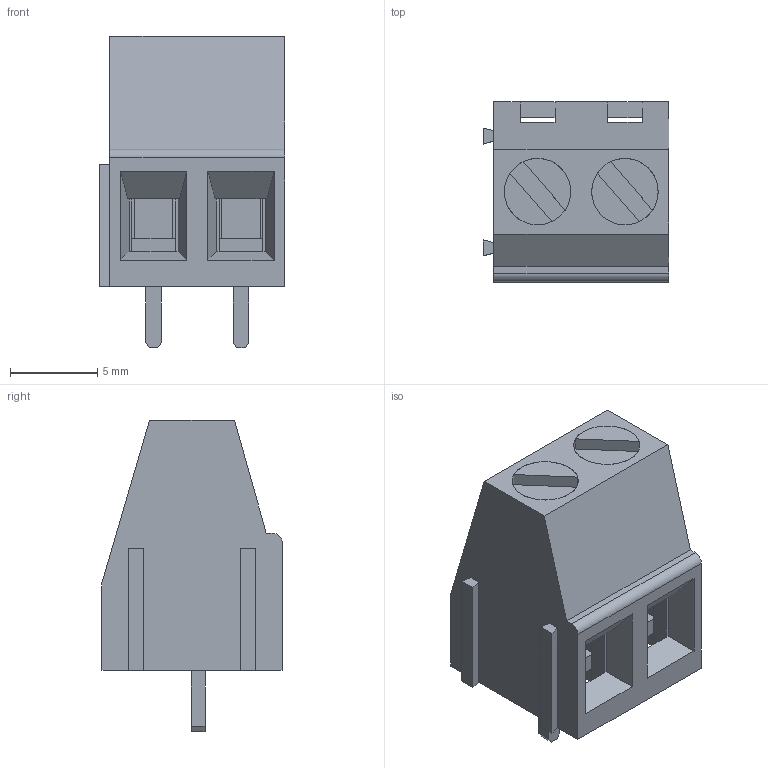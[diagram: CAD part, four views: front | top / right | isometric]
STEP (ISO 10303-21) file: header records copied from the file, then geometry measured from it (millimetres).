
FILE_DESCRIPTION(('STEP AP214'),'1');
FILE_NAME('691212710002.stp','2016-02-22T21:51:23',('TraceParts'),('TraceParts S.A.'),'Spatial InterOp 3D',' ',' ');
FILE_SCHEMA(('automotive_design'));
Length unit declared in the file: millimetre
Products named in the file (7): Assem1|6912127100xx_MASS#6912127100xx_MASS;6912127100xx_MASS; Assem1|6912127100xx_VIS#6912127100xx_VIS;6912127100xx_VIS; Assem1|6912127100xx_PIN#6912127100xx_PIN;6912127100xx_PIN; Assem1|691212710002#691212710002;691212710002
Bounding box: 10.6 x 10.3 x 17.8 mm (x, y, z)
Volume: 842.1 mm3; surface area: 2163 mm2
Topology: 7 solids, 7 shells, 228 faces, 618 edges, 404 vertices
Faces by surface type: plane 191, cylinder 37
Entity records: 9050 total; most frequent: CARTESIAN_POINT 1257, ORIENTED_EDGE 1236, DIRECTION 1178, EDGE_CURVE 618, LINE 528, VECTOR 528, VERTEX_POINT 404, AXIS2_PLACEMENT_3D 325
